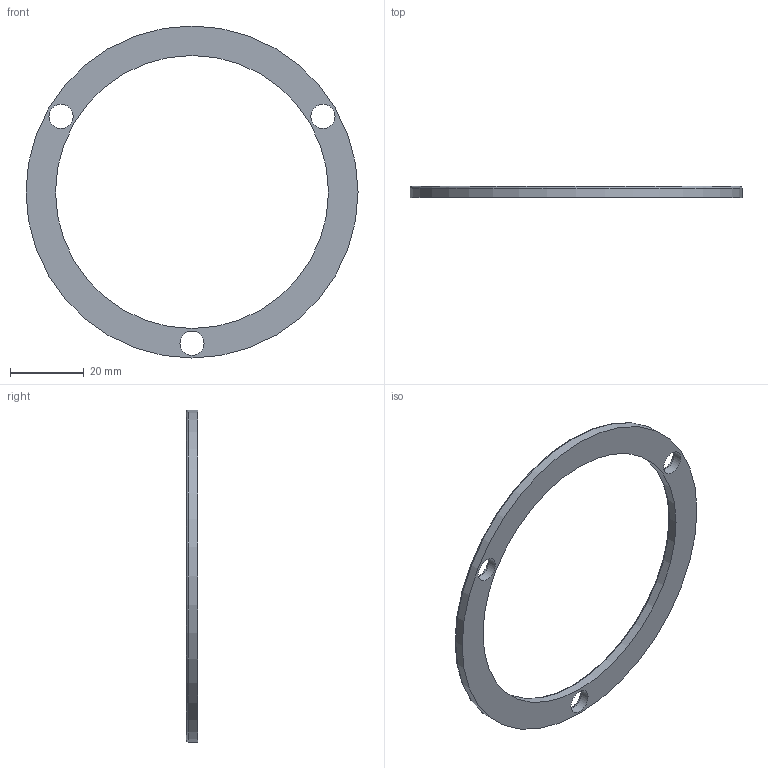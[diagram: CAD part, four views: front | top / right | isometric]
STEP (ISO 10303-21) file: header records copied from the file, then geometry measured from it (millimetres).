
FILE_DESCRIPTION(/* description */ (''),/* implementation_level */ '2;1');
FILE_NAME(/* name */ 'BasicRing v3.step',/* time_stamp */ '2023-09-28T22:49:16-04:00',/* author */ (''),/* organization */ (''),/* preprocessor_version */ 'ST-DEVELOPER v20',/* originating_system */ 'Autodesk Translation Framework v12.14.0.127',/* authorisation */ '');
FILE_SCHEMA (('AUTOMOTIVE_DESIGN { 1 0 10303 214 3 1 1 }'));
Length unit declared in the file: millimetre
Products named in the file (1): BasicRing
Bounding box: 90 x 3 x 90 mm (x, y, z)
Volume: 5848.3 mm3; surface area: 5530.4 mm2
Topology: 1 solids, 1 shells, 12 faces, 27 edges, 17 vertices
Faces by surface type: cylinder 5, cone 3, torus 2, plane 2
Full cylindrical faces by diameter (mm): 6.55 x3, 74 x1, 90 x1
Entity records: 395 total; most frequent: DIRECTION 72, CARTESIAN_POINT 57, ORIENTED_EDGE 54, AXIS2_PLACEMENT_3D 32, EDGE_CURVE 27, EDGE_LOOP 20, CIRCLE 19, VERTEX_POINT 17
